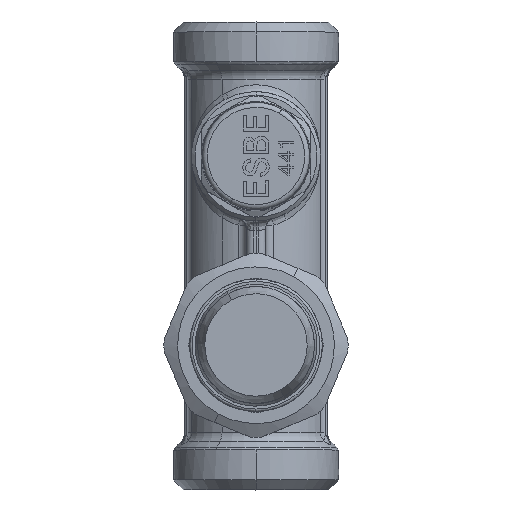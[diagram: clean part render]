
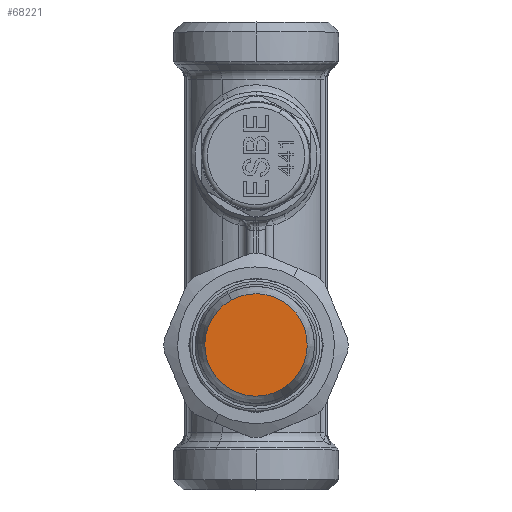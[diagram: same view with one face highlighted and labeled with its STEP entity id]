
A CAD part, top view. The second image highlights one B-rep face of the part: STEP entity #68221.
In plain terms, the highlighted planar face has unit normal (0, 0, 1).
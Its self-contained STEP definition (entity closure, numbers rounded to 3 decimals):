
#67722=CARTESIAN_POINT('Vertex',(4.935,-9.034,73.)) ;
#67729=CARTESIAN_POINT('Vertex',(-4.935,9.034,73.)) ;
#67732=CARTESIAN_POINT('Axis2P3D Location',(0.,0.,73.)) ;
#68038=CARTESIAN_POINT('Axis2P3D Location',(0.,0.,73.)) ;
#68212=CARTESIAN_POINT('Axis2P3D Location',(0.,11.75,73.)) ;
#67733=DIRECTION('Axis2P3D Direction',(0.,0.,1.)) ;
#68039=DIRECTION('Axis2P3D Direction',(0.,0.,1.)) ;
#68213=DIRECTION('Axis2P3D Direction',(0.,0.,1.)) ;
#68214=DIRECTION('Axis2P3D XDirection',(1.,0.,0.)) ;
#67734=AXIS2_PLACEMENT_3D('Circle Axis2P3D',#67732,#67733,$) ;
#68040=AXIS2_PLACEMENT_3D('Circle Axis2P3D',#68038,#68039,$) ;
#68215=AXIS2_PLACEMENT_3D('Plane Axis2P3D',#68212,#68213,#68214) ;
#67735=CIRCLE('generated circle',#67734,10.294) ;
#68041=CIRCLE('generated circle',#68040,10.294) ;
#68216=PLANE('',#68215) ;
#67736=EDGE_CURVE('',#67723,#67730,#67735,.T.) ;
#68042=EDGE_CURVE('',#67730,#67723,#68041,.T.) ;
#68218=ORIENTED_EDGE('',*,*,#67736,.T.) ;
#68219=ORIENTED_EDGE('',*,*,#68042,.T.) ;
#68217=EDGE_LOOP('',(#68218,#68219)) ;
#67723=VERTEX_POINT('',#67722) ;
#67730=VERTEX_POINT('',#67729) ;
#68221=ADVANCED_FACE('PartBody',(#68220),#68216,.T.) ;
#68220=FACE_OUTER_BOUND('',#68217,.T.) ;
